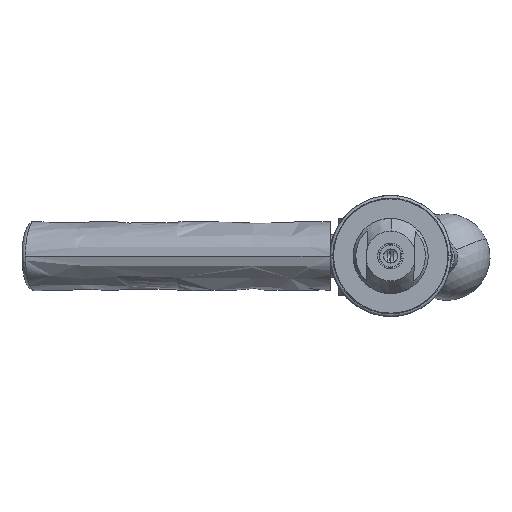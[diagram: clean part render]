
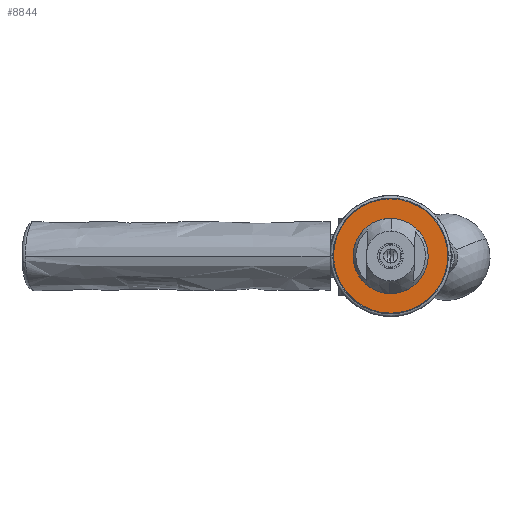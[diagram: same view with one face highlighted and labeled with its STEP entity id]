
A CAD part, left-side view. The second image highlights one B-rep face of the part: STEP entity #8844.
In plain terms, the highlighted planar face has unit normal (-1, 0, 0).
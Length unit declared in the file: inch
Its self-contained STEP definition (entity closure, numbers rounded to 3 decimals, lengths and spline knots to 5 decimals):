
#159 = ORIENTED_EDGE ( 'NONE', *, *, #10256, .T. ) ;
#344 = CARTESIAN_POINT ( 'NONE',  ( -4.364, 0.81319, 0.13909 ) ) ;
#479 = CIRCLE ( 'NONE', #10503, 0.825 ) ;
#687 = CARTESIAN_POINT ( 'NONE',  ( -4.364, 0., 0. ) ) ;
#1524 = AXIS2_PLACEMENT_3D ( 'NONE', #687, #15972, #14344 ) ;
#1806 = CIRCLE ( 'NONE', #1524, 0.5425 ) ;
#2145 = ORIENTED_EDGE ( 'NONE', *, *, #7556, .T. ) ;
#2455 = CARTESIAN_POINT ( 'NONE',  ( -4.364, 0., 0. ) ) ;
#3199 = EDGE_LOOP ( 'NONE', ( #2145, #159 ) ) ;
#3210 = ORIENTED_EDGE ( 'NONE', *, *, #12213, .F. ) ;
#3273 = VERTEX_POINT ( 'NONE', #344 ) ;
#3462 = CARTESIAN_POINT ( 'NONE',  ( -4.364, -0.53473, -0.09146 ) ) ;
#3899 = AXIS2_PLACEMENT_3D ( 'NONE', #13851, #5730, #16762 ) ;
#5162 = VERTEX_POINT ( 'NONE', #3462 ) ;
#5575 = CARTESIAN_POINT ( 'NONE',  ( -4.364, -0.81319, -0.13909 ) ) ;
#5614 = DIRECTION ( 'NONE',  ( 1., 0., 0. ) ) ;
#5730 = DIRECTION ( 'NONE',  ( 1., 0., 0. ) ) ;
#5799 = EDGE_LOOP ( 'NONE', ( #3210, #6998 ) ) ;
#6402 = VERTEX_POINT ( 'NONE', #8628 ) ;
#6641 = DIRECTION ( 'NONE',  ( 0., -0.986, -0.169 ) ) ;
#6998 = ORIENTED_EDGE ( 'NONE', *, *, #12556, .F. ) ;
#7058 = DIRECTION ( 'NONE',  ( 0., -0.986, -0.169 ) ) ;
#7556 = EDGE_CURVE ( 'NONE', #5162, #6402, #14858, .T. ) ;
#8628 = CARTESIAN_POINT ( 'NONE',  ( -4.364, 0.53473, 0.09146 ) ) ;
#8648 = DIRECTION ( 'NONE',  ( 0., -0.986, -0.169 ) ) ;
#8844 = ADVANCED_FACE ( 'NONE', ( #16385, #14827 ), #9391, .F. ) ;
#9391 = PLANE ( 'NONE',  #9892 ) ;
#9892 = AXIS2_PLACEMENT_3D ( 'NONE', #16818, #5614, #8648 ) ;
#10256 = EDGE_CURVE ( 'NONE', #6402, #5162, #1806, .T. ) ;
#10503 = AXIS2_PLACEMENT_3D ( 'NONE', #13826, #12670, #7058 ) ;
#10715 = DIRECTION ( 'NONE',  ( 1., 0., 0. ) ) ;
#11976 = CIRCLE ( 'NONE', #3899, 0.825 ) ;
#12213 = EDGE_CURVE ( 'NONE', #3273, #15941, #479, .T. ) ;
#12556 = EDGE_CURVE ( 'NONE', #15941, #3273, #11976, .T. ) ;
#12670 = DIRECTION ( 'NONE',  ( 1., 0., 0. ) ) ;
#13826 = CARTESIAN_POINT ( 'NONE',  ( -4.364, 0., 0. ) ) ;
#13851 = CARTESIAN_POINT ( 'NONE',  ( -4.364, 0., 0. ) ) ;
#14344 = DIRECTION ( 'NONE',  ( 0., -0.986, -0.169 ) ) ;
#14827 = FACE_BOUND ( 'NONE', #3199, .T. ) ;
#14858 = CIRCLE ( 'NONE', #17179, 0.5425 ) ;
#15941 = VERTEX_POINT ( 'NONE', #5575 ) ;
#15972 = DIRECTION ( 'NONE',  ( 1., 0., 0. ) ) ;
#16385 = FACE_OUTER_BOUND ( 'NONE', #5799, .T. ) ;
#16762 = DIRECTION ( 'NONE',  ( 0., -0.986, -0.169 ) ) ;
#16818 = CARTESIAN_POINT ( 'NONE',  ( -4.364, 0., 0. ) ) ;
#17179 = AXIS2_PLACEMENT_3D ( 'NONE', #2455, #10715, #6641 ) ;
